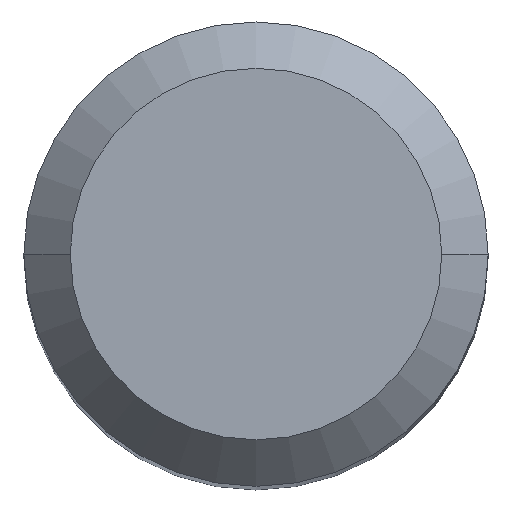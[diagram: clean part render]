
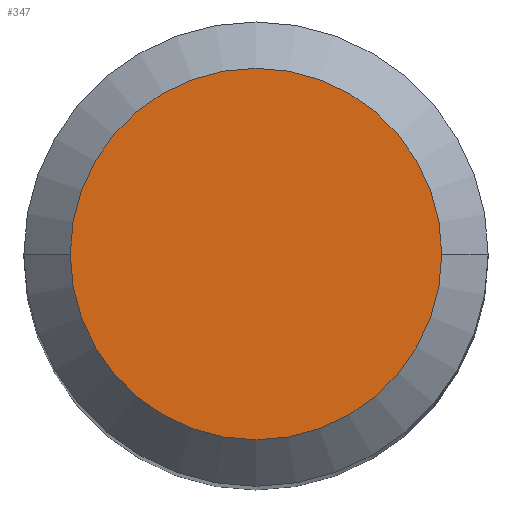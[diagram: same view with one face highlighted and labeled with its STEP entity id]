
A CAD part, top view. The second image highlights one B-rep face of the part: STEP entity #347.
In plain terms, the highlighted planar face has unit normal (0, 0, 1).
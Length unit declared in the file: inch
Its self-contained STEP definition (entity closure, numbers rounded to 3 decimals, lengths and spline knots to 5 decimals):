
#4 = PLANE ( 'NONE',  #323 ) ;
#16 = AXIS2_PLACEMENT_3D ( 'NONE', #252, #96, #255 ) ;
#38 = DIRECTION ( 'NONE',  ( 0., 0., -1. ) ) ;
#59 = EDGE_LOOP ( 'NONE', ( #168, #70 ) ) ;
#70 = ORIENTED_EDGE ( 'NONE', *, *, #478, .T. ) ;
#96 = DIRECTION ( 'NONE',  ( 0., 0., 1. ) ) ;
#102 = CARTESIAN_POINT ( 'NONE',  ( 0., 0., 0. ) ) ;
#123 = AXIS2_PLACEMENT_3D ( 'NONE', #102, #431, #190 ) ;
#154 = DIRECTION ( 'NONE',  ( -1., 0., 0. ) ) ;
#168 = ORIENTED_EDGE ( 'NONE', *, *, #410, .T. ) ;
#190 = DIRECTION ( 'NONE',  ( 1., 0., 0. ) ) ;
#252 = CARTESIAN_POINT ( 'NONE',  ( 0., 0., 0. ) ) ;
#254 = VERTEX_POINT ( 'NONE', #403 ) ;
#255 = DIRECTION ( 'NONE',  ( 1., 0., 0. ) ) ;
#314 = CARTESIAN_POINT ( 'NONE',  ( 0.18896, 0., 0. ) ) ;
#323 = AXIS2_PLACEMENT_3D ( 'NONE', #396, #38, #154 ) ;
#347 = ADVANCED_FACE ( 'NONE', ( #360 ), #4, .F. ) ;
#360 = FACE_OUTER_BOUND ( 'NONE', #59, .T. ) ;
#396 = CARTESIAN_POINT ( 'NONE',  ( 0., 0., 0. ) ) ;
#403 = CARTESIAN_POINT ( 'NONE',  ( -0.18896, 0., 0. ) ) ;
#410 = EDGE_CURVE ( 'NONE', #254, #492, #473, .T. ) ;
#431 = DIRECTION ( 'NONE',  ( 0., 0., 1. ) ) ;
#459 = CIRCLE ( 'NONE', #123, 0.18896 ) ;
#473 = CIRCLE ( 'NONE', #16, 0.18896 ) ;
#478 = EDGE_CURVE ( 'NONE', #492, #254, #459, .T. ) ;
#492 = VERTEX_POINT ( 'NONE', #314 ) ;
